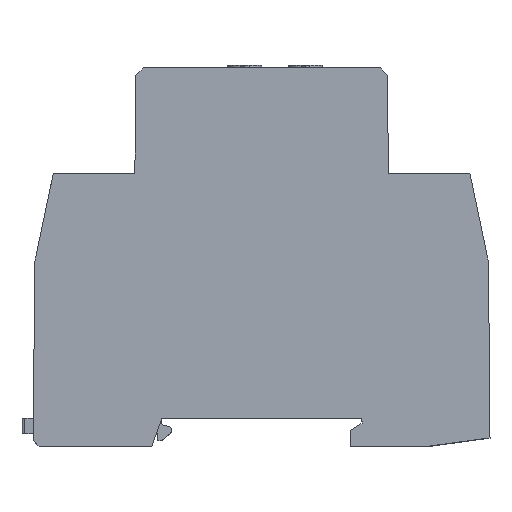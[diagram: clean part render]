
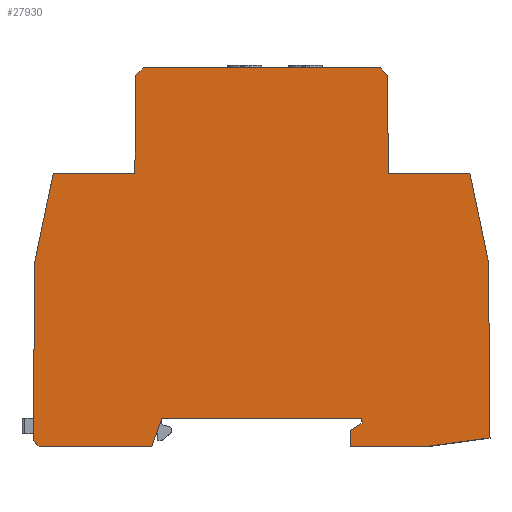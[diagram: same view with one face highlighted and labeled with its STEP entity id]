
A CAD part, top view. The second image highlights one B-rep face of the part: STEP entity #27930.
In plain terms, the highlighted planar face has unit normal (0, 0, 1).
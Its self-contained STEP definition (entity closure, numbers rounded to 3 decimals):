
#1000=CARTESIAN_POINT('',(22.499,44.999,-8.951))
;
#1010=VERTEX_POINT('',#1000);
#1180=CARTESIAN_POINT('',(36.978,44.999,-8.951))
;
#1190=VERTEX_POINT('',#1180);
#1220=CARTESIAN_POINT('',(-25.833,44.999,-8.951)
);
#1230=DIRECTION('',(1.,0.,0.));
#1240=VECTOR('',#1230,1.);
#1250=LINE('',#1220,#1240);
#1260=EDGE_CURVE('',#1010,#1190,#1250,.T.);
#2960=CARTESIAN_POINT('',(40.274,29.224,
-8.951));
#2970=VERTEX_POINT('',#2960);
#3000=CARTESIAN_POINT('',(36.978,44.999,-8.951))
;
#3010=DIRECTION('',(0.205,-0.979,
0.));
#3020=VECTOR('',#3010,1.);
#3030=LINE('',#3000,#3020);
#3040=EDGE_CURVE('',#1190,#2970,#3030,.T.);
#15390=CARTESIAN_POINT('',(-36.978,44.999,-8.951
));
#15400=VERTEX_POINT('',#15390);
#15450=CARTESIAN_POINT('',(-36.978,44.999,-8.951
));
#15460=DIRECTION('',(-0.205,-0.979,
0.));
#15470=VECTOR('',#15460,1.);
#15480=LINE('',#15450,#15470);
#15490=CARTESIAN_POINT('',(-40.274,29.224,
-8.951));
#15500=VERTEX_POINT('',#15490);
#15510=EDGE_CURVE('',#15400,#15500,#15480,.T.);
#16900=CARTESIAN_POINT('',(-22.499,44.999,-8.951
));
#16910=VERTEX_POINT('',#16900);
#16920=EDGE_CURVE('',#15400,#16910,#1250,.T.);
#20990=CARTESIAN_POINT('',(40.546,-1.994,
-8.951));
#21000=VERTEX_POINT('',#20990);
#21030=CARTESIAN_POINT('',(40.136,44.999,-8.951)
);
#21040=DIRECTION('',(0.009,-1.,
0.));
#21050=VECTOR('',#21040,1.);
#21060=LINE('',#21030,#21050);
#21070=EDGE_CURVE('',#2970,#21000,#21060,.T.);
#21170=CARTESIAN_POINT('',(-20.26,64.462,
-8.951));
#21180=DIRECTION('',(0.707,0.707,
0.));
#21190=VECTOR('',#21180,1.);
#21200=LINE('',#21170,#21190);
#21210=CARTESIAN_POINT('',(-22.348,62.375,
-8.951));
#21220=VERTEX_POINT('',#21210);
#21230=CARTESIAN_POINT('',(-21.036,63.686,
-8.951));
#21240=VERTEX_POINT('',#21230);
#21250=EDGE_CURVE('',#21220,#21240,#21200,.T.);
#23830=CARTESIAN_POINT('',(21.036,63.686,
-8.951));
#23840=VERTEX_POINT('',#23830);
#23870=CARTESIAN_POINT('',(-20.26,63.686,
-8.951));
#23880=DIRECTION('',(1.,0.,0.));
#23890=VECTOR('',#23880,1.);
#23900=LINE('',#23870,#23890);
#23910=EDGE_CURVE('',#21240,#23840,#23900,.T.);
#26350=CARTESIAN_POINT('',(-22.336,63.686,
-8.951));
#26360=DIRECTION('',(0.009,1.,
0.));
#26370=VECTOR('',#26360,1.);
#26380=LINE('',#26350,#26370);
#26390=EDGE_CURVE('',#16910,#21220,#26380,.T.);
#26620=CARTESIAN_POINT('',(22.348,62.375,
-8.951));
#26630=VERTEX_POINT('',#26620);
#26660=CARTESIAN_POINT('',(-20.26,104.982,
-8.951));
#26670=DIRECTION('',(0.707,-0.707,
0.));
#26680=VECTOR('',#26670,1.);
#26690=LINE('',#26660,#26680);
#26700=EDGE_CURVE('',#23840,#26630,#26690,.T.);
#26810=CARTESIAN_POINT('',(22.336,63.686,
-8.951));
#26820=DIRECTION('',(0.009,-1.,
0.));
#26830=VECTOR('',#26820,1.);
#26840=LINE('',#26810,#26830);
#26850=EDGE_CURVE('',#26630,#1010,#26840,.T.);
#26980=CARTESIAN_POINT('',(-40.299,3.5,
-8.951));
#26990=DIRECTION('',(0.,0.,1.));
#27000=DIRECTION('',(1.,0.,0.));
#27010=AXIS2_PLACEMENT_3D('',#26980,#26990,#27000);
#27020=PLANE('',#27010);
#27030=ORIENTED_EDGE('',*,*,#21250,.F.);
#27040=ORIENTED_EDGE('',*,*,#23910,.F.);
#27050=ORIENTED_EDGE('',*,*,#26700,.F.);
#27060=ORIENTED_EDGE('',*,*,#26850,.F.);
#27070=ORIENTED_EDGE('',*,*,#1260,.F.);
#27080=ORIENTED_EDGE('',*,*,#3040,.F.);
#27090=ORIENTED_EDGE('',*,*,#21070,.F.);
#27100=CARTESIAN_POINT('',(-25.833,-11.045,
-8.951));
#27110=DIRECTION('',(-0.991,-0.135,
0.));
#27120=VECTOR('',#27110,1.);
#27130=LINE('',#27100,#27120);
#27140=CARTESIAN_POINT('',(29.5,-3.5,
-8.951));
#27150=VERTEX_POINT('',#27140);
#27160=EDGE_CURVE('',#21000,#27150,#27130,.T.);
#27170=ORIENTED_EDGE('',*,*,#27160,.F.);
#27180=CARTESIAN_POINT('',(29.5,-3.5,
-8.951));
#27190=DIRECTION('',(-1.,0.,0.));
#27200=VECTOR('',#27190,1.);
#27210=LINE('',#27180,#27200);
#27220=CARTESIAN_POINT('',(15.861,-3.5,
-8.951));
#27230=VERTEX_POINT('',#27220);
#27240=EDGE_CURVE('',#27150,#27230,#27210,.T.);
#27250=ORIENTED_EDGE('',*,*,#27240,.F.);
#27260=CARTESIAN_POINT('',(15.861,-3.5,
-8.951));
#27270=DIRECTION('',(-0.009,1.,0.));
#27280=VECTOR('',#27270,1.);
#27290=LINE('',#27260,#27280);
#27300=CARTESIAN_POINT('',(15.836,-0.676,
-8.951));
#27310=VERTEX_POINT('',#27300);
#27320=EDGE_CURVE('',#27230,#27310,#27290,.T.);
#27330=ORIENTED_EDGE('',*,*,#27320,.F.);
#27340=CARTESIAN_POINT('',(15.836,-0.676,
-8.951));
#27350=DIRECTION('',(0.838,0.545,0.));
#27360=VECTOR('',#27350,1.);
#27370=LINE('',#27340,#27360);
#27380=CARTESIAN_POINT('',(17.825,0.616,
-8.951));
#27390=VERTEX_POINT('',#27380);
#27400=EDGE_CURVE('',#27310,#27390,#27370,.T.);
#27410=ORIENTED_EDGE('',*,*,#27400,.F.);
#27420=CARTESIAN_POINT('',(17.825,0.616,
-8.951));
#27430=DIRECTION('',(-0.009,1.,0.));
#27440=VECTOR('',#27430,1.);
#27450=LINE('',#27420,#27440);
#27460=CARTESIAN_POINT('',(17.817,1.5,
-8.951));
#27470=VERTEX_POINT('',#27460);
#27480=EDGE_CURVE('',#27390,#27470,#27450,.T.);
#27490=ORIENTED_EDGE('',*,*,#27480,.F.);
#27500=CARTESIAN_POINT('',(17.817,1.5,
-8.951));
#27510=DIRECTION('',(-1.,0.,0.));
#27520=VECTOR('',#27510,1.);
#27530=LINE('',#27500,#27520);
#27540=CARTESIAN_POINT('',(-17.7,1.5,
-8.951));
#27550=VERTEX_POINT('',#27540);
#27560=EDGE_CURVE('',#27470,#27550,#27530,.T.);
#27570=ORIENTED_EDGE('',*,*,#27560,.F.);
#27580=CARTESIAN_POINT('',(-17.7,1.5,
-8.951));
#27590=DIRECTION('',(-0.342,-0.94,0.));
#27600=VECTOR('',#27590,1.);
#27610=LINE('',#27580,#27600);
#27620=CARTESIAN_POINT('',(-19.52,-3.5,
-8.951));
#27630=VERTEX_POINT('',#27620);
#27640=EDGE_CURVE('',#27550,#27630,#27610,.T.);
#27650=ORIENTED_EDGE('',*,*,#27640,.F.);
#27660=CARTESIAN_POINT('',(-19.52,-3.5,
-8.951));
#27670=DIRECTION('',(-1.,0.,0.));
#27680=VECTOR('',#27670,1.);
#27690=LINE('',#27660,#27680);
#27700=CARTESIAN_POINT('',(-39.5,-3.5,-8.951));
#27710=VERTEX_POINT('',#27700);
#27720=EDGE_CURVE('',#27630,#27710,#27690,.T.);
#27730=ORIENTED_EDGE('',*,*,#27720,.F.);
#27740=CARTESIAN_POINT('',(-87.999,44.999,-8.951
));
#27750=DIRECTION('',(-0.707,0.707,
0.));
#27760=VECTOR('',#27750,1.);
#27770=LINE('',#27740,#27760);
#27780=CARTESIAN_POINT('',(-40.55,-2.45,
-8.951));
#27790=VERTEX_POINT('',#27780);
#27800=EDGE_CURVE('',#27710,#27790,#27770,.T.);
#27810=ORIENTED_EDGE('',*,*,#27800,.F.);
#27820=CARTESIAN_POINT('',(-40.136,44.999,-8.951
));
#27830=DIRECTION('',(-0.009,-1.,
0.));
#27840=VECTOR('',#27830,1.);
#27850=LINE('',#27820,#27840);
#27860=EDGE_CURVE('',#15500,#27790,#27850,.T.);
#27870=ORIENTED_EDGE('',*,*,#27860,.T.);
#27880=ORIENTED_EDGE('',*,*,#15510,.T.);
#27890=ORIENTED_EDGE('',*,*,#16920,.F.);
#27900=ORIENTED_EDGE('',*,*,#26390,.F.);
#27910=EDGE_LOOP('',(#27900,#27890,#27880,#27870,#27810,#27730,#27650,
#27570,#27490,#27410,#27330,#27250,#27170,#27090,#27080,#27070,#27060,
#27050,#27040,#27030));
#27920=FACE_OUTER_BOUND('',#27910,.T.);
#27930=ADVANCED_FACE('',(#27920),#27020,.T.);
